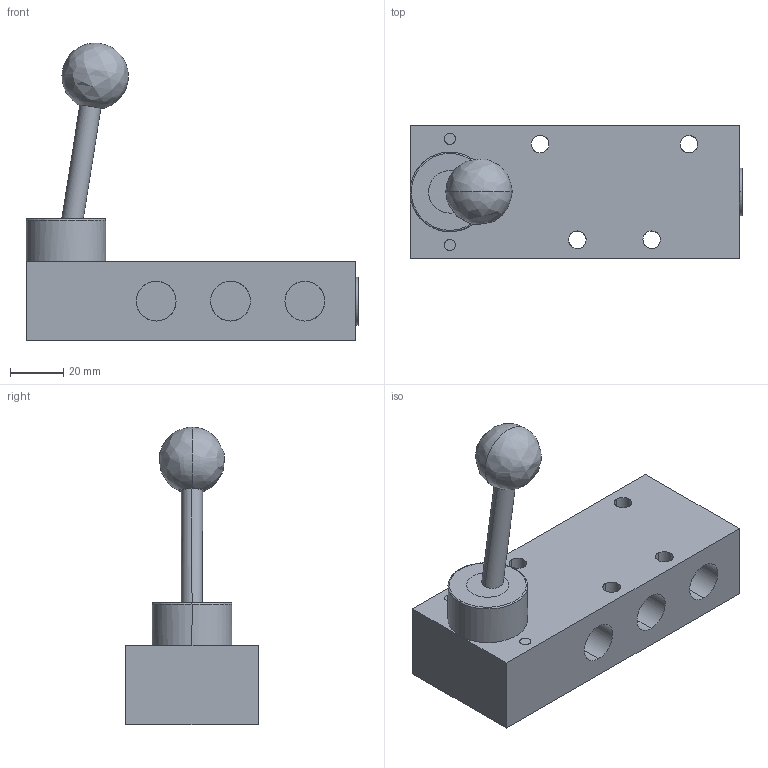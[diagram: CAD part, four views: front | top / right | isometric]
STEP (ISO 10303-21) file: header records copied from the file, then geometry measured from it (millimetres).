
FILE_DESCRIPTION (( 'STEP AP203' ), '1' );
FILE_NAME ('HV.511.101.STEP', '2018-11-23T11:15:03', ( '' ), ( '' ), 'SwSTEP 2.0', 'SolidWorks 2013', '' );
FILE_SCHEMA (( 'CONFIG_CONTROL_DESIGN' ));
Length unit declared in the file: millimetre
Products named in the file (1): HV.511.101
Bounding box: 125 x 50 x 112.15 mm (x, y, z)
Volume: 191379.7 mm3; surface area: 32832.2 mm2
Topology: 1 solids, 1 shells, 45 faces, 141 edges, 107 vertices
Faces by surface type: cylinder 24, plane 17, bspline 4
Entity records: 2568 total; most frequent: CARTESIAN_POINT 1382, ORIENTED_EDGE 278, DIRECTION 141, EDGE_CURVE 139, VERTEX_POINT 107, B_SPLINE_CURVE_WITH_KNOTS 90, EDGE_LOOP 64, AXIS2_PLACEMENT_3D 52
